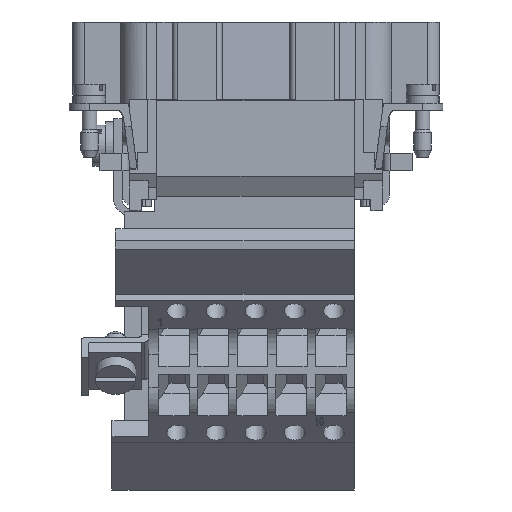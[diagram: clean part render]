
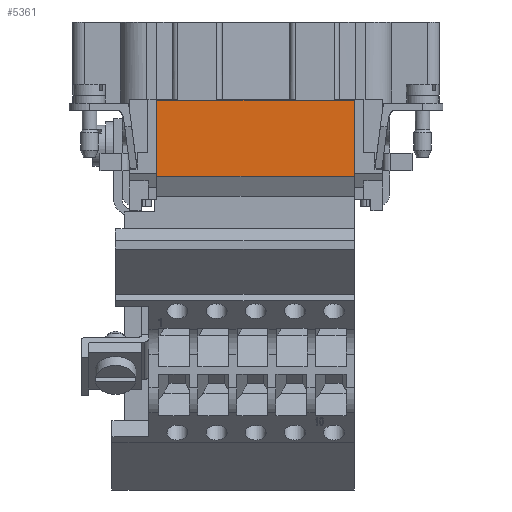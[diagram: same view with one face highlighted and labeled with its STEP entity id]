
A CAD part, front view. The second image highlights one B-rep face of the part: STEP entity #5361.
In plain terms, the highlighted planar face has unit normal (0, -1, 0).
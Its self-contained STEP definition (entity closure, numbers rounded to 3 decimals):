
#3673=PLANE('',#24215);
#4447=FACE_OUTER_BOUND('',#6919,.T.);
#5361=ADVANCED_FACE('',(#4447),#3673,.T.);
#6919=EDGE_LOOP('',(#9857,#9858,#9859,#9860,#9861,#9862,#9863));
#9857=ORIENTED_EDGE('',*,*,#14850,.F.);
#9858=ORIENTED_EDGE('',*,*,#15831,.T.);
#9859=ORIENTED_EDGE('',*,*,#15830,.F.);
#9860=ORIENTED_EDGE('',*,*,#14780,.T.);
#9861=ORIENTED_EDGE('',*,*,#14756,.T.);
#9862=ORIENTED_EDGE('',*,*,#14748,.F.);
#9863=ORIENTED_EDGE('',*,*,#14747,.F.);
#12981=VERTEX_POINT('',#31183);
#12984=VERTEX_POINT('',#31189);
#12985=VERTEX_POINT('',#31191);
#12992=VERTEX_POINT('',#31210);
#13012=VERTEX_POINT('',#31259);
#13075=VERTEX_POINT('',#31400);
#13731=VERTEX_POINT('',#33888);
#14747=EDGE_CURVE('',#12984,#12985,#18649,.T.);
#14748=EDGE_CURVE('',#12985,#12981,#18650,.T.);
#14756=EDGE_CURVE('',#12992,#12981,#18656,.T.);
#14780=EDGE_CURVE('',#13012,#12992,#18680,.T.);
#14850=EDGE_CURVE('',#13075,#12984,#18744,.T.);
#15830=EDGE_CURVE('',#13012,#13731,#19577,.T.);
#15831=EDGE_CURVE('',#13075,#13731,#19578,.T.);
#18649=LINE('',#31190,#20745);
#18650=LINE('',#31192,#20746);
#18656=LINE('',#31209,#20752);
#18680=LINE('',#31258,#20776);
#18744=LINE('',#31401,#20840);
#19577=LINE('',#33889,#21679);
#19578=LINE('',#33891,#21680);
#20745=VECTOR('',#25357,1.);
#20746=VECTOR('',#25358,1.);
#20752=VECTOR('',#25374,1.);
#20776=VECTOR('',#25408,1.);
#20840=VECTOR('',#25502,1.);
#21679=VECTOR('',#27313,1.);
#21680=VECTOR('',#27316,1.);
#24215=AXIS2_PLACEMENT_3D('',#33892,#27317,#27318);
#25357=DIRECTION('',(1.,0.,0.));
#25358=DIRECTION('',(1.,0.,0.));
#25374=DIRECTION('',(0.,0.,1.));
#25408=DIRECTION('',(0.,0.,1.));
#25502=DIRECTION('',(0.,0.,1.));
#27313=DIRECTION('',(-1.,0.,0.));
#27316=DIRECTION('',(0.,0.,-1.));
#27317=DIRECTION('',(0.,-1.,0.));
#27318=DIRECTION('',(0.,0.,1.));
#31183=CARTESIAN_POINT('',(16.85,-16.9,1.681));
#31189=CARTESIAN_POINT('',(-17.,-16.9,1.681));
#31190=CARTESIAN_POINT('',(16.95,-16.9,1.681));
#31191=CARTESIAN_POINT('',(10.316,-16.9,1.681));
#31192=CARTESIAN_POINT('',(16.95,-16.9,1.681));
#31209=CARTESIAN_POINT('',(16.85,-16.9,-11.319));
#31210=CARTESIAN_POINT('',(16.85,-16.9,-10.973));
#31258=CARTESIAN_POINT('',(16.85,-16.9,-11.319));
#31259=CARTESIAN_POINT('',(16.85,-16.9,-11.319));
#31400=CARTESIAN_POINT('',(-17.,-16.9,-10.973));
#31401=CARTESIAN_POINT('',(-17.,-16.9,-15.7));
#33888=CARTESIAN_POINT('',(-17.,-16.9,-11.319));
#33889=CARTESIAN_POINT('',(16.85,-16.9,-11.319));
#33891=CARTESIAN_POINT('',(-17.,-16.9,0.681));
#33892=CARTESIAN_POINT('',(16.95,-16.9,-11.419));
